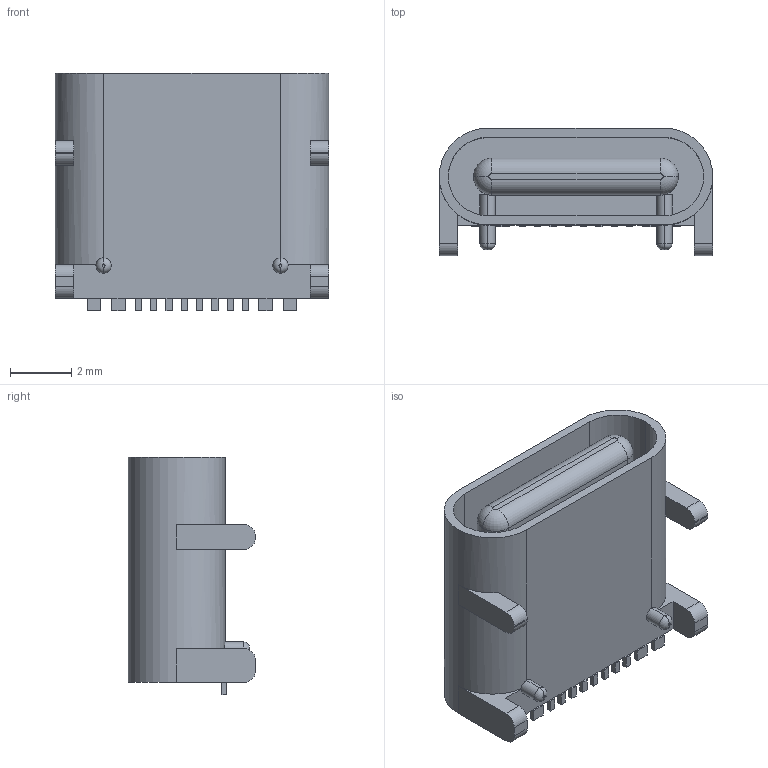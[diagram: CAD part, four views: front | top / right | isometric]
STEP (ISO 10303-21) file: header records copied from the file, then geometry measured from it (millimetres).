
FILE_DESCRIPTION (( 'STEP AP214' ), '1' );
FILE_NAME ('TYPE-C-16P.STEP', '2024-06-21T08:47:09', ( '' ), ( '' ), 'SwSTEP 2.0', 'SolidWorks 2023', '' );
FILE_SCHEMA (( 'AUTOMOTIVE_DESIGN' ));
Length unit declared in the file: millimetre
Products named in the file (1): TYPE-C-16P
Bounding box: 8.94 x 4.16 x 7.75 mm (x, y, z)
Volume: 119.3 mm3; surface area: 446.6 mm2
Topology: 1 solids, 1 shells, 140 faces, 368 edges, 232 vertices
Faces by surface type: plane 105, cylinder 27, torus 8
Entity records: 5823 total; most frequent: CARTESIAN_POINT 773, ORIENTED_EDGE 736, DIRECTION 714, EDGE_CURVE 368, VECTOR 288, LINE 288, VERTEX_POINT 232, AXIS2_PLACEMENT_3D 213
